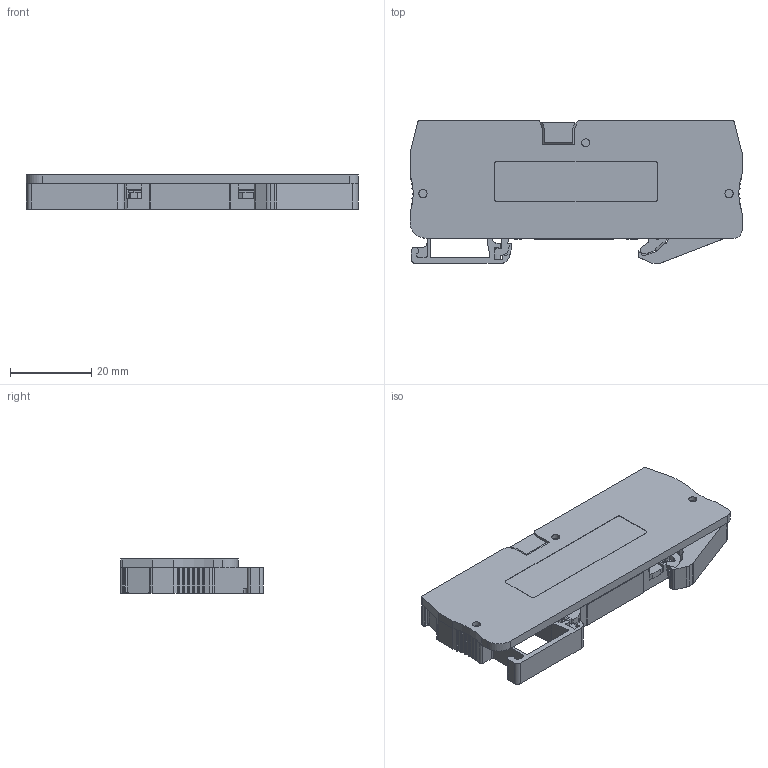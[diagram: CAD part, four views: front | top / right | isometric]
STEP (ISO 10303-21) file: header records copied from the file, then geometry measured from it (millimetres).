
FILE_DESCRIPTION((''),'2;1');
FILE_NAME('5YB576562-G_ASM','2023-08-15T',('Administrator'),(''),'PRO/ENGINEER BY PARAMETRIC TECHNOLOGY CORPORATION, 2013230','PRO/ENGINEER BY PARAMETRIC TECHNOLOGY CORPORATION, 2013230','');
FILE_SCHEMA(('CONFIG_CONTROL_DESIGN'));
Length unit declared in the file: millimetre
Products named in the file (7): 8YB759103-G; 8YB510721-G; 8YB235105-G; 8YB577056-G; 8YB750287-G; UJ6-4陔縐銅; 5YB576562-G_ASM
Assembly tree (12 placements, depth 2):
  5YB576562-G_ASM
    8YB759103-G
    8YB510721-G
    8YB235105-G  x4
    8YB577056-G
    8YB750287-G
    UJ6-4陔縐銅  x4
Bounding box: 81.8 x 35.2 x 8.4 mm (x, y, z)
Volume: 14952.3 mm3; surface area: 18251.1 mm2
Topology: 12 solids, 12 shells, 1745 faces, 4649 edges, 2960 vertices
Faces by surface type: plane 1118, cylinder 502, torus 68, cone 35, bspline 22
Entity records: 56282 total; most frequent: CARTESIAN_POINT 8638, ORIENTED_EDGE 7234, DIRECTION 6878, PRESENTATION_STYLE_ASSIGNMENT 3987, STYLED_ITEM 3956, CURVE_STYLE 3617, EDGE_CURVE 3617, VECTOR 2614
